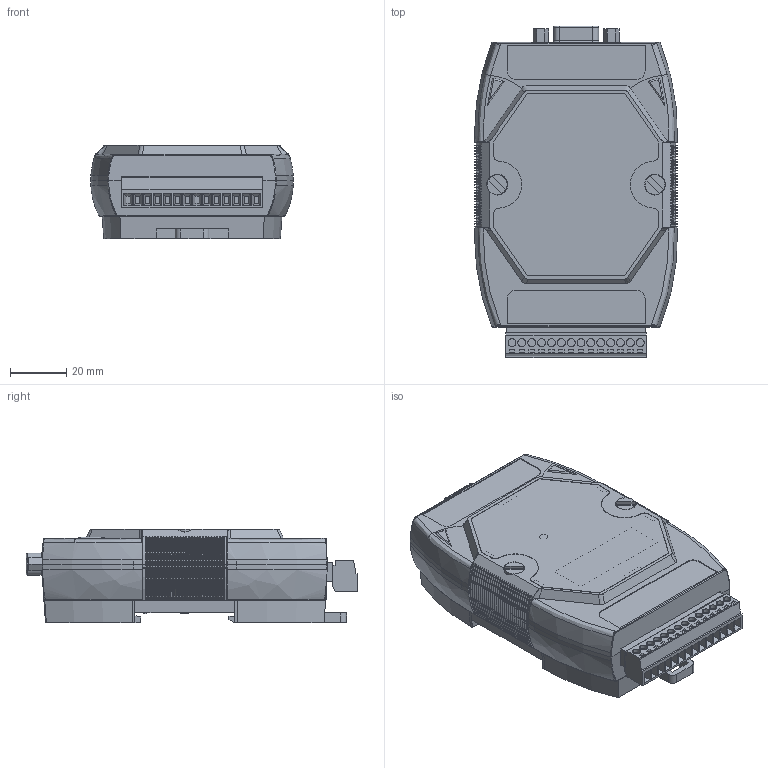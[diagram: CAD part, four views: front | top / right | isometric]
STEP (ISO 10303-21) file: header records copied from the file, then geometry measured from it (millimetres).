
FILE_DESCRIPTION (( 'STEP AP203' ), '1' );
FILE_NAME ('I-7188XAD.STEP', '2018-09-20T09:48:29', ( 'user' ), ( '' ), 'SwSTEP 2.0', 'SolidWorks 2013', '' );
FILE_SCHEMA (( 'CONFIG_CONTROL_DESIGN' ));
Length unit declared in the file: millimetre
Products named in the file (11): 7000-PCGai.sldasm-Part-1; 7K_PCB; 貼紙; 2DC9F-90; ME030-35014; MC420-35014; 7000_14P_DB9F_02_藍; MC420-35014_90; 7000_14P_DB9F_01_藍; I-7188XAD; 7000軌道固定片
Assembly tree (11 placements, depth 3):
  I-7188XAD
    7000_14P_DB9F_02_藍
    7000_14P_DB9F_01_藍
    7000軌道固定片
    7000-PCGai.sldasm-Part-1  x2
    7K_PCB
    貼紙
    2DC9F-90
    MC420-35014_90
      ME030-35014
      MC420-35014
Bounding box: 72.04 x 117.8 x 33.1 mm (x, y, z)
Volume: 59418.8 mm3; surface area: 81896 mm2
Topology: 10 solids, 10 shells, 3273 faces, 8978 edges, 5862 vertices
Faces by surface type: plane 2001, cylinder 398, bspline 344, cone 260, torus 248, sphere 22
Entity records: 114978 total; most frequent: CARTESIAN_POINT 38241, ORIENTED_EDGE 17410, DIRECTION 13529, EDGE_CURVE 8705, VERTEX_POINT 5680, LINE 4561, VECTOR 4561, AXIS2_PLACEMENT_3D 4484
